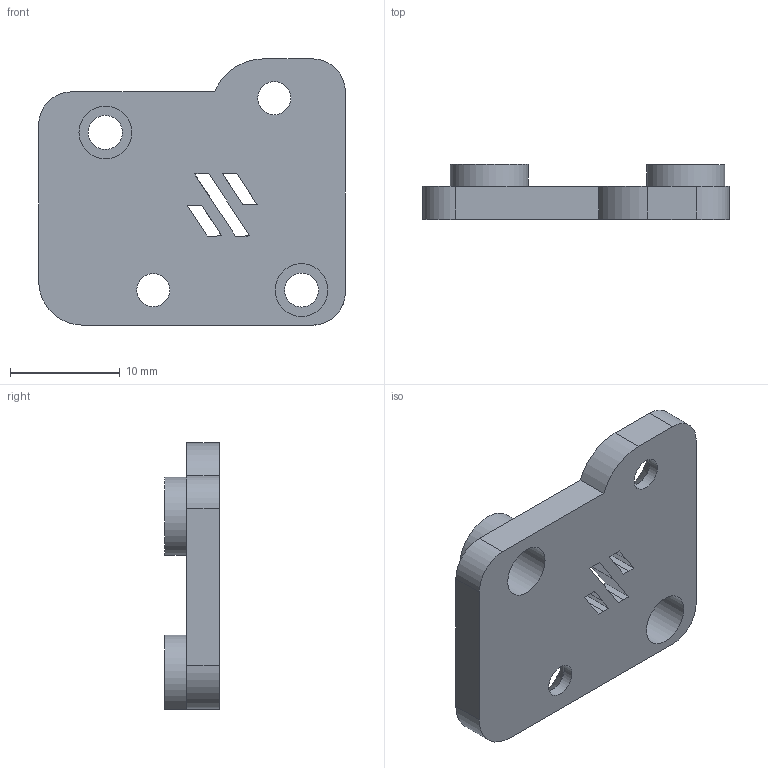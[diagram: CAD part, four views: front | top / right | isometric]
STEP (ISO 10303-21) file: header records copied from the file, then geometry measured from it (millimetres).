
FILE_DESCRIPTION(/* description */ (''),/* implementation_level */ '2;1');
FILE_NAME(/* name */ 'Hartk breakout LGX adapter.step',/* time_stamp */ '2021-12-14T09:32:29-05:00',/* author */ (''),/* organization */ (''),/* preprocessor_version */ 'ST-DEVELOPER v18.1',/* originating_system */ 'Autodesk Translation Framework v10.10.0.1391',/* authorisation */ '');
FILE_SCHEMA (('AUTOMOTIVE_DESIGN { 1 0 10303 214 3 1 1 }'));
Length unit declared in the file: millimetre
Products named in the file (1): Hartk breakout LGX adapter
Bounding box: 27.88 x 5 x 24.21 mm (x, y, z)
Volume: 1698 mm3; surface area: 1808 mm2
Topology: 1 solids, 1 shells, 51 faces, 139 edges, 92 vertices
Faces by surface type: plane 24, cylinder 13, bspline 12, cone 2
Full cylindrical faces by diameter (mm): 3 x2, 3.1 x2, 4.8 x2, 7.1 x1
Entity records: 1703 total; most frequent: CARTESIAN_POINT 441, ORIENTED_EDGE 278, DIRECTION 224, EDGE_CURVE 139, VERTEX_POINT 92, LINE 84, VECTOR 84, AXIS2_PLACEMENT_3D 70
